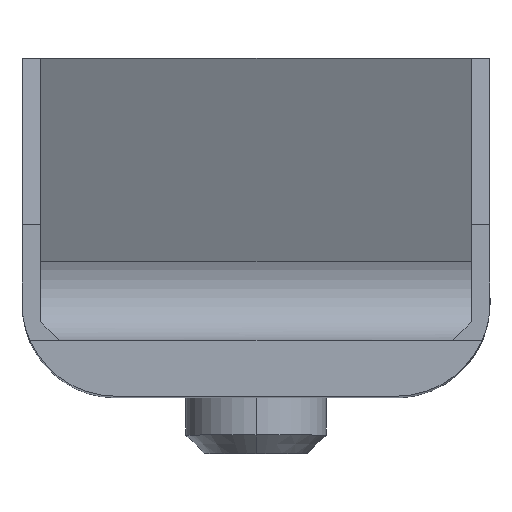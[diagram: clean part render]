
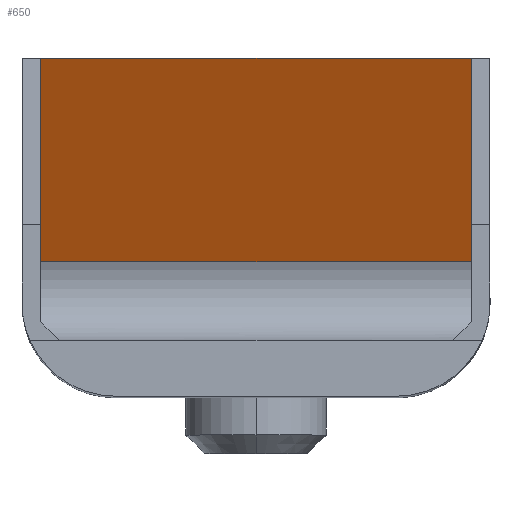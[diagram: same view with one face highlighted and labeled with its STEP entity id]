
A CAD part, top view. The second image highlights one B-rep face of the part: STEP entity #650.
In plain terms, the highlighted planar face has unit normal (0, -0.423, 0.906).
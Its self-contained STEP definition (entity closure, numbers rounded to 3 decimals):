
#4 = VERTEX_POINT ( 'NONE', #188 ) ;
#13 = EDGE_LOOP ( 'NONE', ( #229, #652, #792, #716 ) ) ;
#16 = VERTEX_POINT ( 'NONE', #318 ) ;
#34 = LINE ( 'NONE', #43, #139 ) ;
#43 = CARTESIAN_POINT ( 'NONE',  ( 11.5, 7.268, -42.197 ) ) ;
#56 = PLANE ( 'NONE',  #860 ) ;
#114 = DIRECTION ( 'NONE',  ( 0., 0.423, -0.906 ) ) ;
#125 = EDGE_CURVE ( 'NONE', #751, #4, #524, .T. ) ;
#133 = CARTESIAN_POINT ( 'NONE',  ( -11.5, 7.268, -42.197 ) ) ;
#139 = VECTOR ( 'NONE', #577, 1000. ) ;
#188 = CARTESIAN_POINT ( 'NONE',  ( -11.5, 18.126, -37.134 ) ) ;
#229 = ORIENTED_EDGE ( 'NONE', *, *, #441, .T. ) ;
#243 = FACE_OUTER_BOUND ( 'NONE', #13, .T. ) ;
#254 = DIRECTION ( 'NONE',  ( 0., -0.906, -0.423 ) ) ;
#280 = LINE ( 'NONE', #547, #775 ) ;
#318 = CARTESIAN_POINT ( 'NONE',  ( 11.5, 7.268, -42.197 ) ) ;
#332 = EDGE_CURVE ( 'NONE', #16, #555, #34, .T. ) ;
#395 = VECTOR ( 'NONE', #458, 1000. ) ;
#403 = EDGE_CURVE ( 'NONE', #751, #16, #407, .T. ) ;
#407 = LINE ( 'NONE', #538, #601 ) ;
#441 = EDGE_CURVE ( 'NONE', #4, #555, #280, .T. ) ;
#447 = CARTESIAN_POINT ( 'NONE',  ( 11.5, 18.126, -37.134 ) ) ;
#458 = DIRECTION ( 'NONE',  ( -1., 0., 0. ) ) ;
#511 = DIRECTION ( 'NONE',  ( 0., 0.906, 0.423 ) ) ;
#524 = LINE ( 'NONE', #447, #395 ) ;
#538 = CARTESIAN_POINT ( 'NONE',  ( 11.5, 18.126, -37.134 ) ) ;
#547 = CARTESIAN_POINT ( 'NONE',  ( -11.5, 18.126, -37.134 ) ) ;
#555 = VERTEX_POINT ( 'NONE', #133 ) ;
#577 = DIRECTION ( 'NONE',  ( -1., 0., 0. ) ) ;
#601 = VECTOR ( 'NONE', #254, 1000. ) ;
#648 = CARTESIAN_POINT ( 'NONE',  ( 11.5, 18.126, -37.134 ) ) ;
#650 = ADVANCED_FACE ( 'NONE', ( #243 ), #56, .F. ) ;
#652 = ORIENTED_EDGE ( 'NONE', *, *, #332, .F. ) ;
#716 = ORIENTED_EDGE ( 'NONE', *, *, #125, .T. ) ;
#751 = VERTEX_POINT ( 'NONE', #859 ) ;
#775 = VECTOR ( 'NONE', #818, 1000. ) ;
#792 = ORIENTED_EDGE ( 'NONE', *, *, #403, .F. ) ;
#818 = DIRECTION ( 'NONE',  ( 0., -0.906, -0.423 ) ) ;
#859 = CARTESIAN_POINT ( 'NONE',  ( 11.5, 18.126, -37.134 ) ) ;
#860 = AXIS2_PLACEMENT_3D ( 'NONE', #648, #114, #511 ) ;
